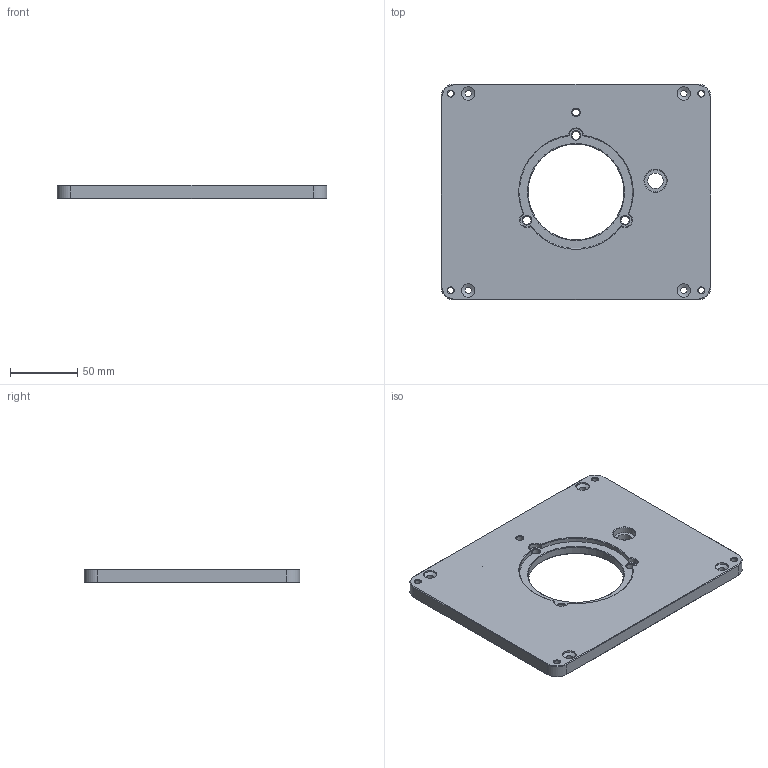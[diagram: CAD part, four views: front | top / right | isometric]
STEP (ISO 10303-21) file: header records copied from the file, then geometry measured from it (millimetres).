
FILE_DESCRIPTION(/* description */ (''),/* implementation_level */ '2;1');
FILE_NAME(/* name */ 'Einlegeplatte v1.2.step',/* time_stamp */ '2023-05-16T14:45:25+02:00',/* author */ (''),/* organization */ (''),/* preprocessor_version */ 'ST-DEVELOPER v19.2',/* originating_system */ 'Autodesk Translation Framework v12.4.0.73',/* authorisation */ '');
FILE_SCHEMA (('AUTOMOTIVE_DESIGN { 1 0 10303 214 3 1 1 }'));
Length unit declared in the file: millimetre
Products named in the file (1): Einlegeplatte v1.2
Bounding box: 200 x 160 x 10 mm (x, y, z)
Volume: 268473.4 mm3; surface area: 66733.4 mm2
Topology: 1 solids, 1 shells, 105 faces, 237 edges, 136 vertices
Faces by surface type: cone 54, cylinder 35, plane 16
Full cylindrical faces by diameter (mm): 4.234 x10, 5 x4, 5.035 x1, 6 x3, 10 x4, 11.5 x1, 16.2 x1, 71 x1
Entity records: 2969 total; most frequent: DIRECTION 551, CARTESIAN_POINT 491, ORIENTED_EDGE 462, EDGE_CURVE 231, AXIS2_PLACEMENT_3D 220, EDGE_LOOP 141, VERTEX_POINT 136, CIRCLE 114
